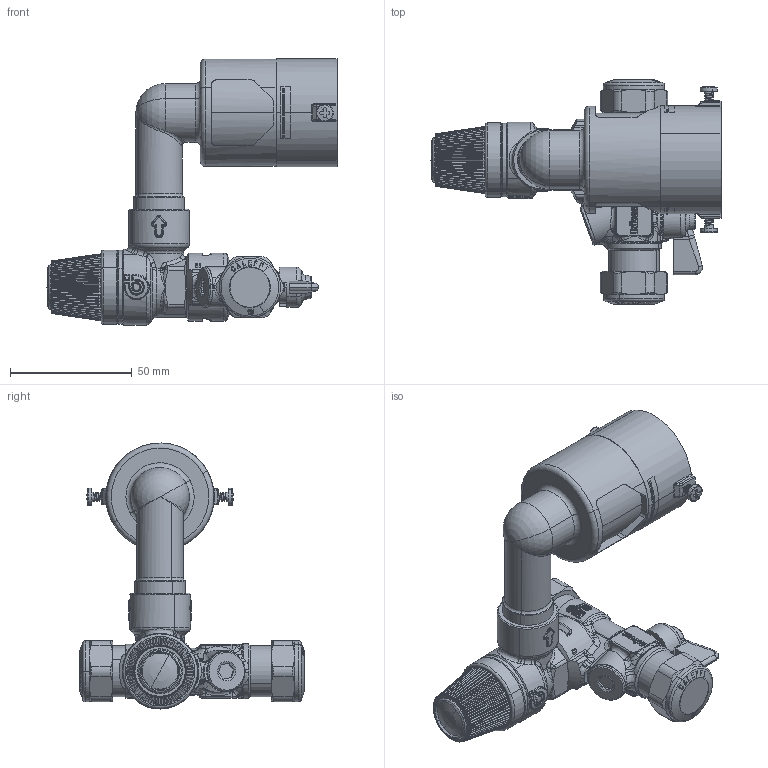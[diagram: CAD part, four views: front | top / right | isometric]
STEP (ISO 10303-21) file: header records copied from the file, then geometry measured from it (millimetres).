
FILE_DESCRIPTION(('CATIA V5 STEP Exchange','CAx-IF Rec.Pracs.--- Model Styling and Organization---1.4--- 2014-01-23','CAx-IF Rec.Pracs.---3D Tessellated Data Validation Properties---0.5---2014-09-14'),'2;1');
FILE_NAME('STEP_528518_-_TST.stp','2021-03-12T07:23:32+00:00',('none'),('none'),'CATIA Version 5-6 Release 2019 SP3','CATIA V5 STEP AP242 v1','none');
FILE_SCHEMA(('AP242_MANAGED_MODEL_BASED_3D_ENGINEERING_MIM_LF {1 0 10303 442 1 1 4}'));
Length unit declared in the file: millimetre
Products named in the file (1): 528518 - TST
Bounding box: 118.9 x 92.04 x 109.1 mm (x, y, z)
Volume: 195740 mm3; surface area: 34268.4 mm2
Topology: 1 solids, 2 shells, 2817 faces, 7073 edges, 4126 vertices
Faces by surface type: bspline 1266, plane 557, cylinder 519, torus 192, sphere 141, cone 132, extrusion 10
Entity records: 158360 total; most frequent: CARTESIAN_POINT 107262, ORIENTED_EDGE 13756, EDGE_CURVE 6878, DIRECTION 4783, B_SPLINE_CURVE_WITH_KNOTS 4515, VERTEX_POINT 4125, EDGE_LOOP 2881, ADVANCED_FACE 2817
